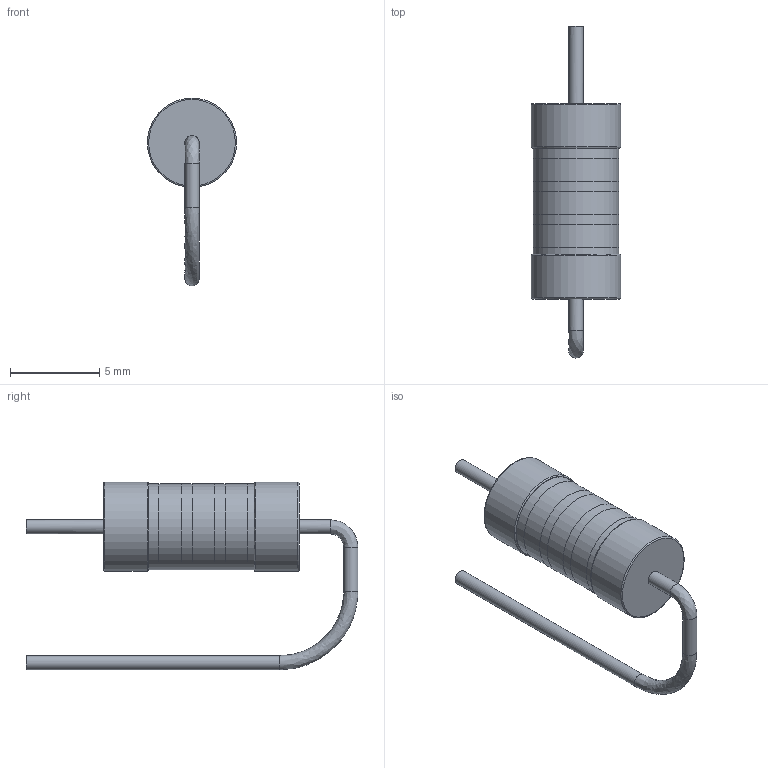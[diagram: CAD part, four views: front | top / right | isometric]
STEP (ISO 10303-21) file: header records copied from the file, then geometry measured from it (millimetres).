
FILE_DESCRIPTION(('FreeCAD Model'),'2;1');
FILE_NAME('Open CASCADE Shape Model','2023-02-13T14:08:57',('BT'),(''), 'Open CASCADE STEP processor 7.6','FreeCAD','Unknown');
FILE_SCHEMA(('AUTOMOTIVE_DESIGN_CC2 { 1 2 10303 214 -1 1 5 4 }'));
Length unit declared in the file: millimetre
Products named in the file (1): AdditivePipe
Bounding box: 5 x 18.6 x 10.52 mm (x, y, z)
Volume: 221.3 mm3; surface area: 286.3 mm2
Topology: 1 solids, 1 shells, 25 faces, 43 edges, 24 vertices
Faces by surface type: cylinder 9, plane 6, torus 4, extrusion 4, revolution 2
Full cylindrical faces by diameter (mm): 4.8 x7, 5 x2
Entity records: 1173 total; most frequent: CARTESIAN_POINT 468, DIRECTION 127, ORIENTED_EDGE 86, AXIS2_PLACEMENT_3D 54, EDGE_CURVE 43, CIRCLE 34, FACE_BOUND 29, EDGE_LOOP 29
